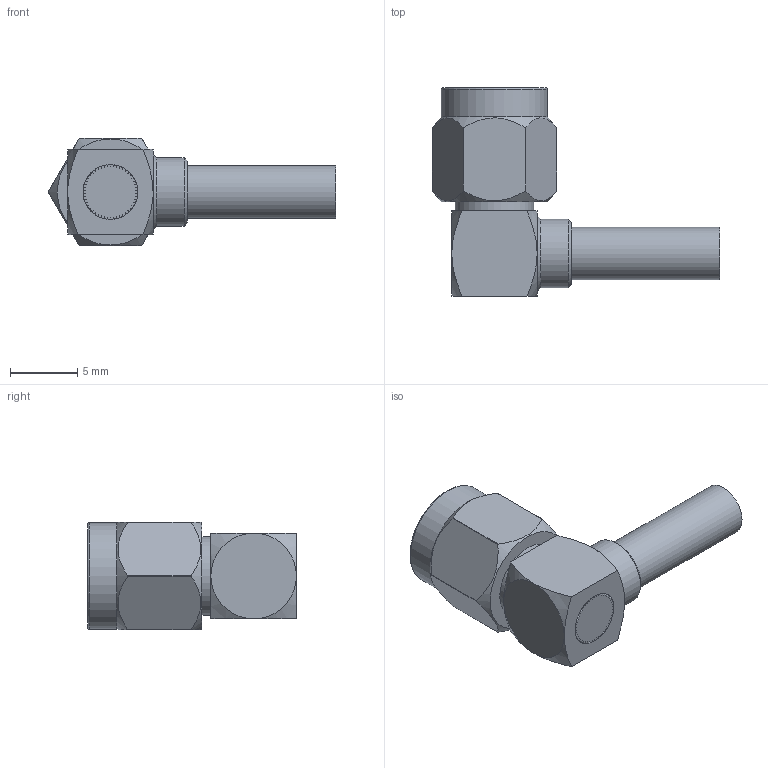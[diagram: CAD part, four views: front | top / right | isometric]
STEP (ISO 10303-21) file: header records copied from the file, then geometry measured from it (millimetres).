
FILE_DESCRIPTION (( 'STEP AP203' ), '1' );
FILE_NAME ('SC6055.step', '2020-01-17T15:06:48', ( '' ), ( '' ), 'SwSTEP 2.0', 'SolidWorks 2018', '' );
FILE_SCHEMA (( 'CONFIG_CONTROL_DESIGN' ));
Length unit declared in the file: inch
Products named in the file (1): SC6055
Bounding box: 21.32 x 15.5 x 8 mm (x, y, z)
Volume: 726.2 mm3; surface area: 1128.2 mm2
Topology: 3 solids, 3 shells, 269 faces, 750 edges, 498 vertices
Faces by surface type: plane 127, cylinder 75, cone 62, bspline 3, torus 2
Full cylindrical faces by diameter (mm): 0.94 x1, 1.194 x1, 1.702 x1, 2.692 x1, 2.794 x1, 3.2 x1, 3.9 x1, 4.064 x1, 4.572 x1, 5.08 x1, 5.835 x1, 6.35 x6, 7.877 x1
Entity records: 9674 total; most frequent: CARTESIAN_POINT 3073, ORIENTED_EDGE 1402, DIRECTION 1290, EDGE_CURVE 701, VERTEX_POINT 477, AXIS2_PLACEMENT_3D 462, VECTOR 366, LINE 366
